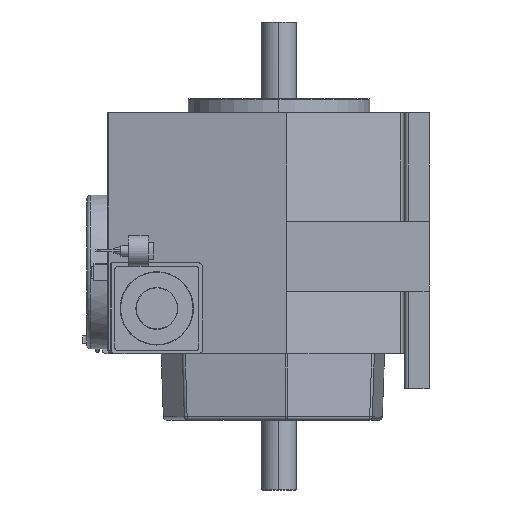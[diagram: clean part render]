
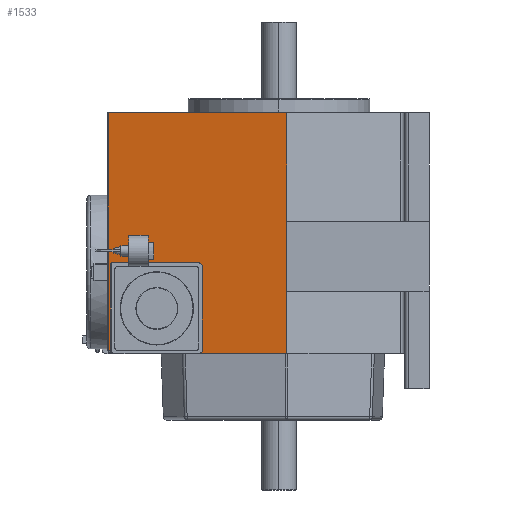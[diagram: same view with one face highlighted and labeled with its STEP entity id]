
A CAD part, left-side view. The second image highlights one B-rep face of the part: STEP entity #1533.
In plain terms, the highlighted planar face has unit normal (-0.985, 0.174, 0).
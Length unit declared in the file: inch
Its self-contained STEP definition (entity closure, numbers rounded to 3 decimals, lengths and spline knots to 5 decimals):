
#303 = EDGE_LOOP ( 'NONE', ( #1237, #1238, #1239, #1240, #1241, #1242, #1243, #1244, #1245, #1246, #1247, #1248, #1249 ) ) ;
#638 = VERTEX_POINT ( 'NONE', #4306 ) ;
#639 = VERTEX_POINT ( 'NONE', #4307 ) ;
#640 = VERTEX_POINT ( 'NONE', #4308 ) ;
#641 = VERTEX_POINT ( 'NONE', #4309 ) ;
#642 = VERTEX_POINT ( 'NONE', #4310 ) ;
#643 = VERTEX_POINT ( 'NONE', #4311 ) ;
#644 = VERTEX_POINT ( 'NONE', #4312 ) ;
#645 = VERTEX_POINT ( 'NONE', #4313 ) ;
#646 = VERTEX_POINT ( 'NONE', #4314 ) ;
#647 = VERTEX_POINT ( 'NONE', #4315 ) ;
#648 = VERTEX_POINT ( 'NONE', #4316 ) ;
#649 = VERTEX_POINT ( 'NONE', #4317 ) ;
#650 = VERTEX_POINT ( 'NONE', #4318 ) ;
#991 = EDGE_CURVE ( 'NONE', #640, #641, #4884, .T. ) ;
#996 = EDGE_CURVE ( 'NONE', #642, #643, #4893, .T. ) ;
#997 = EDGE_CURVE ( 'NONE', #643, #644, #3996, .T. ) ;
#998 = EDGE_CURVE ( 'NONE', #639, #640, #4887, .T. ) ;
#999 = EDGE_CURVE ( 'NONE', #638, #639, #4896, .T. ) ;
#1000 = EDGE_CURVE ( 'NONE', #642, #641, #4704, .T. ) ;
#1001 = EDGE_CURVE ( 'NONE', #644, #645, #4895, .T. ) ;
#1002 = EDGE_CURVE ( 'NONE', #645, #646, #4705, .T. ) ;
#1003 = EDGE_CURVE ( 'NONE', #646, #647, #4898, .T. ) ;
#1004 = EDGE_CURVE ( 'NONE', #647, #648, #4901, .T. ) ;
#1005 = EDGE_CURVE ( 'NONE', #649, #648, #4903, .T. ) ;
#1006 = EDGE_CURVE ( 'NONE', #649, #650, #4899, .T. ) ;
#1007 = EDGE_CURVE ( 'NONE', #650, #638, #4907, .T. ) ;
#1237 = ORIENTED_EDGE ( 'NONE', *, *, #999, .T. ) ;
#1238 = ORIENTED_EDGE ( 'NONE', *, *, #998, .T. ) ;
#1239 = ORIENTED_EDGE ( 'NONE', *, *, #991, .T. ) ;
#1240 = ORIENTED_EDGE ( 'NONE', *, *, #1000, .F. ) ;
#1241 = ORIENTED_EDGE ( 'NONE', *, *, #996, .T. ) ;
#1242 = ORIENTED_EDGE ( 'NONE', *, *, #997, .T. ) ;
#1243 = ORIENTED_EDGE ( 'NONE', *, *, #1001, .T. ) ;
#1244 = ORIENTED_EDGE ( 'NONE', *, *, #1002, .T. ) ;
#1245 = ORIENTED_EDGE ( 'NONE', *, *, #1003, .T. ) ;
#1246 = ORIENTED_EDGE ( 'NONE', *, *, #1004, .T. ) ;
#1247 = ORIENTED_EDGE ( 'NONE', *, *, #1005, .F. ) ;
#1248 = ORIENTED_EDGE ( 'NONE', *, *, #1006, .T. ) ;
#1249 = ORIENTED_EDGE ( 'NONE', *, *, #1007, .T. ) ;
#1533 = ADVANCED_FACE ( 'NONE', ( #5191 ), #6200, .F. ) ;
#3996 = B_SPLINE_CURVE_WITH_KNOTS ( 'NONE', 3,
 ( #5427, #5433, #5434, #5435, #5436, #5437, #5438, #5439, #5440, #5441, #5442, #5443, #5444, #5445, #5446, #5447 ),
 .UNSPECIFIED., .F., .F.,
 ( 4, 2, 2, 2, 2, 2, 2, 4 ),
 ( -0.00001, 0.00144, 0.00216, 0.00288, 0.00361, 0.00433, 0.00505, 0.00578 ),
 .UNSPECIFIED. ) ;
#4306 = CARTESIAN_POINT ( 'NONE',  ( -4.05927, 6.09934, 5.125 ) ) ;
#4307 = CARTESIAN_POINT ( 'NONE',  ( -4.05927, 6.09934, -3.375 ) ) ;
#4308 = CARTESIAN_POINT ( 'NONE',  ( -4.07402, 6.01566, -3.375 ) ) ;
#4309 = CARTESIAN_POINT ( 'NONE',  ( -4.07402, 6.01566, -0.275 ) ) ;
#4310 = CARTESIAN_POINT ( 'NONE',  ( -4.08284, 5.96566, -0.225 ) ) ;
#4311 = CARTESIAN_POINT ( 'NONE',  ( -4.62486, 2.89171, -0.225 ) ) ;
#4312 = CARTESIAN_POINT ( 'NONE',  ( -4.65073, 2.745, -0.37496 ) ) ;
#4313 = CARTESIAN_POINT ( 'NONE',  ( -4.65073, 2.745, -3.375 ) ) ;
#4314 = CARTESIAN_POINT ( 'NONE',  ( -4.62869, 2.87, -3.5 ) ) ;
#4315 = CARTESIAN_POINT ( 'NONE',  ( -5.185, -0.285, -3.5 ) ) ;
#4316 = CARTESIAN_POINT ( 'NONE',  ( -5.185, -0.285, -1.28 ) ) ;
#4317 = CARTESIAN_POINT ( 'NONE',  ( -5.185, -0.285, 1.245 ) ) ;
#4318 = CARTESIAN_POINT ( 'NONE',  ( -5.185, -0.285, 5.125 ) ) ;
#4704 =( BOUNDED_CURVE ( )  B_SPLINE_CURVE ( 3, ( #5432, #5453, #5454, #5455 ),
 .UNSPECIFIED., .F., .T. ) 
 B_SPLINE_CURVE_WITH_KNOTS ( ( 4, 4 ),
 ( 1.5708, 3.14159 ),
 .UNSPECIFIED. ) 
 CURVE ( )  GEOMETRIC_REPRESENTATION_ITEM ( )  RATIONAL_B_SPLINE_CURVE ( ( 1., 0.805, 0.805, 1. ) ) 
 REPRESENTATION_ITEM ( '' )  );
#4705 =( BOUNDED_CURVE ( )  B_SPLINE_CURVE ( 3, ( #5448, #5458, #5459, #5460 ),
 .UNSPECIFIED., .F., .T. ) 
 B_SPLINE_CURVE_WITH_KNOTS ( ( 4, 4 ),
 ( 0., 1.5708 ),
 .UNSPECIFIED. ) 
 CURVE ( )  GEOMETRIC_REPRESENTATION_ITEM ( )  RATIONAL_B_SPLINE_CURVE ( ( 1., 0.805, 0.805, 1. ) ) 
 REPRESENTATION_ITEM ( '' )  );
#4883 = VECTOR ( 'NONE', #5450, 39.37008 ) ;
#4884 = LINE ( 'NONE', #5418, #4885 ) ;
#4885 = VECTOR ( 'NONE', #5419, 39.37008 ) ;
#4887 = LINE ( 'NONE', #5449, #4883 ) ;
#4892 = VECTOR ( 'NONE', #5457, 39.37008 ) ;
#4893 = LINE ( 'NONE', #5430, #4894 ) ;
#4894 = VECTOR ( 'NONE', #5431, 39.37008 ) ;
#4895 = LINE ( 'NONE', #5456, #4892 ) ;
#4896 = LINE ( 'NONE', #5451, #4897 ) ;
#4897 = VECTOR ( 'NONE', #5452, 39.37008 ) ;
#4898 = LINE ( 'NONE', #5462, #4900 ) ;
#4899 = LINE ( 'NONE', #5461, #4905 ) ;
#4900 = VECTOR ( 'NONE', #5463, 39.37008 ) ;
#4901 = LINE ( 'NONE', #5464, #4902 ) ;
#4902 = VECTOR ( 'NONE', #5465, 39.37008 ) ;
#4903 = LINE ( 'NONE', #5466, #4904 ) ;
#4904 = VECTOR ( 'NONE', #5467, 39.37008 ) ;
#4905 = VECTOR ( 'NONE', #5469, 39.37008 ) ;
#4907 = LINE ( 'NONE', #5470, #4908 ) ;
#4908 = VECTOR ( 'NONE', #5471, 39.37008 ) ;
#5191 = FACE_OUTER_BOUND ( 'NONE', #303, .T. ) ;
#5418 = CARTESIAN_POINT ( 'NONE',  ( -4.07402, 6.01566, -24.90216 ) ) ;
#5419 = DIRECTION ( 'NONE',  ( 0., 0., 1. ) ) ;
#5427 = CARTESIAN_POINT ( 'NONE',  ( -4.62486, 2.89171, -0.225 ) ) ;
#5430 = CARTESIAN_POINT ( 'NONE',  ( -5.185, -0.285, -0.225 ) ) ;
#5431 = DIRECTION ( 'NONE',  ( -0.174, -0.985, 0. ) ) ;
#5432 = CARTESIAN_POINT ( 'NONE',  ( -4.08284, 5.96566, -0.225 ) ) ;
#5433 = CARTESIAN_POINT ( 'NONE',  ( -4.62787, 2.87463, -0.23274 ) ) ;
#5434 = CARTESIAN_POINT ( 'NONE',  ( -4.63099, 2.85694, -0.23907 ) ) ;
#5435 = CARTESIAN_POINT ( 'NONE',  ( -4.6355, 2.83137, -0.25071 ) ) ;
#5436 = CARTESIAN_POINT ( 'NONE',  ( -4.63697, 2.82303, -0.25492 ) ) ;
#5437 = CARTESIAN_POINT ( 'NONE',  ( -4.6398, 2.80697, -0.26454 ) ) ;
#5438 = CARTESIAN_POINT ( 'NONE',  ( -4.64117, 2.79921, -0.26998 ) ) ;
#5439 = CARTESIAN_POINT ( 'NONE',  ( -4.64368, 2.78495, -0.28212 ) ) ;
#5440 = CARTESIAN_POINT ( 'NONE',  ( -4.64484, 2.77841, -0.28883 ) ) ;
#5441 = CARTESIAN_POINT ( 'NONE',  ( -4.6469, 2.76669, -0.30372 ) ) ;
#5442 = CARTESIAN_POINT ( 'NONE',  ( -4.64779, 2.76169, -0.3117 ) ) ;
#5443 = CARTESIAN_POINT ( 'NONE',  ( -4.64923, 2.7535, -0.32862 ) ) ;
#5444 = CARTESIAN_POINT ( 'NONE',  ( -4.64979, 2.7503, -0.33769 ) ) ;
#5445 = CARTESIAN_POINT ( 'NONE',  ( -4.65054, 2.74608, -0.35605 ) ) ;
#5446 = CARTESIAN_POINT ( 'NONE',  ( -4.65073, 2.745, -0.36541 ) ) ;
#5447 = CARTESIAN_POINT ( 'NONE',  ( -4.65073, 2.745, -0.37496 ) ) ;
#5448 = CARTESIAN_POINT ( 'NONE',  ( -4.65073, 2.745, -3.375 ) ) ;
#5449 = CARTESIAN_POINT ( 'NONE',  ( -4.07402, 6.01566, -3.375 ) ) ;
#5450 = DIRECTION ( 'NONE',  ( -0.174, -0.985, 0. ) ) ;
#5451 = CARTESIAN_POINT ( 'NONE',  ( -4.05927, 6.09934, -24.90216 ) ) ;
#5452 = DIRECTION ( 'NONE',  ( 0., 0., -1. ) ) ;
#5453 = CARTESIAN_POINT ( 'NONE',  ( -4.07768, 5.99495, -0.225 ) ) ;
#5454 = CARTESIAN_POINT ( 'NONE',  ( -4.07402, 6.01566, -0.24571 ) ) ;
#5455 = CARTESIAN_POINT ( 'NONE',  ( -4.07402, 6.01566, -0.275 ) ) ;
#5456 = CARTESIAN_POINT ( 'NONE',  ( -4.65073, 2.745, -24.90216 ) ) ;
#5457 = DIRECTION ( 'NONE',  ( 0., 0., -1. ) ) ;
#5458 = CARTESIAN_POINT ( 'NONE',  ( -4.65073, 2.745, -3.44822 ) ) ;
#5459 = CARTESIAN_POINT ( 'NONE',  ( -4.6416, 2.79678, -3.5 ) ) ;
#5460 = CARTESIAN_POINT ( 'NONE',  ( -4.62869, 2.87, -3.5 ) ) ;
#5461 = CARTESIAN_POINT ( 'NONE',  ( -5.185, -0.285, -24.90216 ) ) ;
#5462 = CARTESIAN_POINT ( 'NONE',  ( -5.30444, -0.96237, -3.5 ) ) ;
#5463 = DIRECTION ( 'NONE',  ( -0.174, -0.985, 0. ) ) ;
#5464 = CARTESIAN_POINT ( 'NONE',  ( -5.185, -0.285, -24.90216 ) ) ;
#5465 = DIRECTION ( 'NONE',  ( 0., 0., 1. ) ) ;
#5466 = CARTESIAN_POINT ( 'NONE',  ( -5.185, -0.285, -1.255 ) ) ;
#5467 = DIRECTION ( 'NONE',  ( 0., 0., -1. ) ) ;
#5469 = DIRECTION ( 'NONE',  ( 0., 0., 1. ) ) ;
#5470 = CARTESIAN_POINT ( 'NONE',  ( -5.185, -0.285, 5.125 ) ) ;
#5471 = DIRECTION ( 'NONE',  ( 0.174, 0.985, 0. ) ) ;
#5677 = AXIS2_PLACEMENT_3D ( 'NONE', #6198, #6203, #6204 ) ;
#6198 = CARTESIAN_POINT ( 'NONE',  ( -5.185, -0.285, -24.90216 ) ) ;
#6200 = PLANE ( 'NONE',  #5677 ) ;
#6203 = DIRECTION ( 'NONE',  ( 0.985, -0.174, 0. ) ) ;
#6204 = DIRECTION ( 'NONE',  ( 0.174, 0.985, 0. ) ) ;
